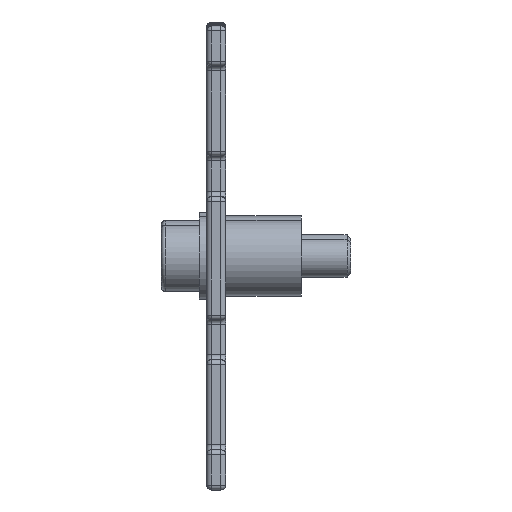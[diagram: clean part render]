
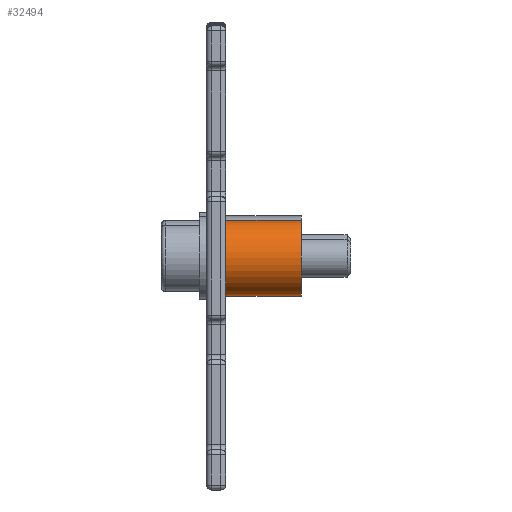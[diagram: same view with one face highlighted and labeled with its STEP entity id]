
A CAD part, left-side view. The second image highlights one B-rep face of the part: STEP entity #32494.
In plain terms, the highlighted cylindrical face has radius 4 mm (diameter 8 mm), a partial arc.
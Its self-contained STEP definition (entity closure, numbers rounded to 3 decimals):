
#1166 = VERTEX_POINT ( 'NONE', #2690 ) ;
#1575 = LINE ( 'NONE', #9420, #11946 ) ;
#1901 = ORIENTED_EDGE ( 'NONE', *, *, #4069, .T. ) ;
#2358 = DIRECTION ( 'NONE',  ( 0., 0., 1. ) ) ;
#2690 = CARTESIAN_POINT ( 'NONE',  ( 0., -8., -4. ) ) ;
#2715 = EDGE_CURVE ( 'NONE', #26282, #17929, #9394, .T. ) ;
#3431 = ORIENTED_EDGE ( 'NONE', *, *, #2715, .F. ) ;
#4069 = EDGE_CURVE ( 'NONE', #25074, #17929, #1575, .T. ) ;
#5200 = CARTESIAN_POINT ( 'NONE',  ( 0., -8., 0. ) ) ;
#6576 = CARTESIAN_POINT ( 'NONE',  ( 0., -8., 4. ) ) ;
#9266 = DIRECTION ( 'NONE',  ( 0., 1., 0. ) ) ;
#9394 = CIRCLE ( 'NONE', #30231, 4. ) ;
#9420 = CARTESIAN_POINT ( 'NONE',  ( 0., -8., 4. ) ) ;
#9514 = DIRECTION ( 'NONE',  ( 0., 0., 1. ) ) ;
#11069 = CARTESIAN_POINT ( 'NONE',  ( 0., -8., -4. ) ) ;
#11750 = DIRECTION ( 'NONE',  ( 0., 1., 0. ) ) ;
#11946 = VECTOR ( 'NONE', #9266, 1000. ) ;
#12914 = ORIENTED_EDGE ( 'NONE', *, *, #26502, .T. ) ;
#12964 = EDGE_LOOP ( 'NONE', ( #26252, #12914, #1901, #3431 ) ) ;
#14909 = EDGE_CURVE ( 'NONE', #1166, #26282, #21622, .T. ) ;
#15094 = CYLINDRICAL_SURFACE ( 'NONE', #22456, 4. ) ;
#15187 = CARTESIAN_POINT ( 'NONE',  ( 0., -8., 0. ) ) ;
#16067 = CARTESIAN_POINT ( 'NONE',  ( 0., 0., -4. ) ) ;
#17929 = VERTEX_POINT ( 'NONE', #24591 ) ;
#18239 = DIRECTION ( 'NONE',  ( 0., 1., 0. ) ) ;
#19960 = FACE_OUTER_BOUND ( 'NONE', #12964, .T. ) ;
#20377 = DIRECTION ( 'NONE',  ( 0., 1., 0. ) ) ;
#21622 = LINE ( 'NONE', #11069, #25789 ) ;
#22456 = AXIS2_PLACEMENT_3D ( 'NONE', #5200, #22943, #2358 ) ;
#22943 = DIRECTION ( 'NONE',  ( 0., 1., 0. ) ) ;
#23389 = CIRCLE ( 'NONE', #29836, 4. ) ;
#24591 = CARTESIAN_POINT ( 'NONE',  ( 0., 0., 4. ) ) ;
#25074 = VERTEX_POINT ( 'NONE', #6576 ) ;
#25789 = VECTOR ( 'NONE', #11750, 1000. ) ;
#26087 = CARTESIAN_POINT ( 'NONE',  ( 0., 0., 0. ) ) ;
#26252 = ORIENTED_EDGE ( 'NONE', *, *, #14909, .F. ) ;
#26282 = VERTEX_POINT ( 'NONE', #16067 ) ;
#26502 = EDGE_CURVE ( 'NONE', #1166, #25074, #23389, .T. ) ;
#29836 = AXIS2_PLACEMENT_3D ( 'NONE', #15187, #20377, #9514 ) ;
#30231 = AXIS2_PLACEMENT_3D ( 'NONE', #26087, #18239, #31136 ) ;
#31136 = DIRECTION ( 'NONE',  ( 0., 0., 1. ) ) ;
#32494 = ADVANCED_FACE ( 'NONE', ( #19960 ), #15094, .T. ) ;
